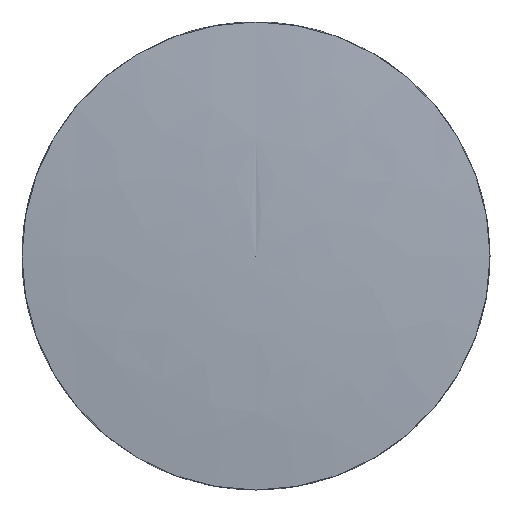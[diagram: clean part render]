
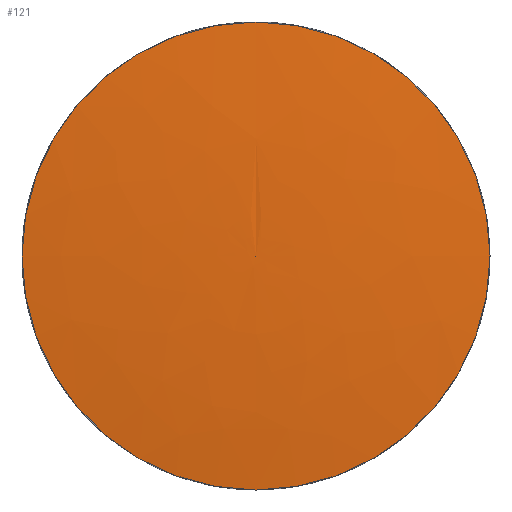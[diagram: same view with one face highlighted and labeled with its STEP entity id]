
A CAD part, left-side view. The second image highlights one B-rep face of the part: STEP entity #121.
In plain terms, the highlighted free-form (B-spline) face has degree [3, 3] with [4, 7] control points.
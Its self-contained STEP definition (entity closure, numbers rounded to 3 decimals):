
#48=(
BOUNDED_SURFACE()
B_SPLINE_SURFACE(3,3,((#6342,#6343,#6344,#6345,#6346,#6347,#6348),(#6349,
#6350,#6351,#6352,#6353,#6354,#6355),(#6356,#6357,#6358,#6359,#6360,#6361,
#6362),(#6363,#6364,#6365,#6366,#6367,#6368,#6369)),.UNSPECIFIED.,.F.,.T.,
 .F.)
B_SPLINE_SURFACE_WITH_KNOTS((4,4),(1,3,3,3,1),(0.,1.),(-0.5,0.,0.5,1.,1.5),
 .UNSPECIFIED.)
GEOMETRIC_REPRESENTATION_ITEM()
RATIONAL_B_SPLINE_SURFACE(((1.,0.333,0.333,1.,0.333,
0.333,1.),(0.999,0.333,0.333,
0.999,0.333,0.333,0.999),
(0.999,0.333,0.333,0.999,
0.333,0.333,0.999),(1.,0.333,
0.333,1.,0.333,0.333,1.)))
REPRESENTATION_ITEM('')
SURFACE()
);
#49=VERTEX_LOOP('',#410);
#79=FACE_BOUND('',#49,.T.);
#80=FACE_BOUND('',#205,.T.);
#121=ADVANCED_FACE('',(#79,#80),#48,.T.);
#205=EDGE_LOOP('',(#351));
#351=ORIENTED_EDGE('',*,*,#430,.T.);
#377=VERTEX_POINT('',#1767);
#410=VERTEX_POINT('',#6341);
#430=EDGE_CURVE('',#377,#377,#554,.T.);
#554=CIRCLE('',#606,11.);
#606=AXIS2_PLACEMENT_3D('',#1766,#649,#650);
#649=DIRECTION('',(-1.,0.,0.));
#650=DIRECTION('',(0.,0.,1.));
#1766=CARTESIAN_POINT('',(0.,0.,0.));
#1767=CARTESIAN_POINT('',(0.,0.,11.));
#6341=CARTESIAN_POINT('',(-0.527,0.,0.));
#6342=CARTESIAN_POINT('',(-0.527,0.,0.));
#6343=CARTESIAN_POINT('',(-0.527,0.,0.));
#6344=CARTESIAN_POINT('',(-0.527,0.,0.));
#6345=CARTESIAN_POINT('',(-0.527,0.,0.));
#6346=CARTESIAN_POINT('',(-0.527,0.,0.));
#6347=CARTESIAN_POINT('',(-0.527,0.,0.));
#6348=CARTESIAN_POINT('',(-0.527,0.,0.));
#6349=CARTESIAN_POINT('',(-0.55,0.,3.674));
#6350=CARTESIAN_POINT('',(-0.55,7.349,3.674));
#6351=CARTESIAN_POINT('',(-0.55,7.349,-3.674));
#6352=CARTESIAN_POINT('',(-0.55,0.,-3.674));
#6353=CARTESIAN_POINT('',(-0.55,-7.349,-3.674));
#6354=CARTESIAN_POINT('',(-0.55,-7.349,3.674));
#6355=CARTESIAN_POINT('',(-0.55,0.,3.674));
#6356=CARTESIAN_POINT('',(-0.374,0.,7.345));
#6357=CARTESIAN_POINT('',(-0.374,14.689,7.345));
#6358=CARTESIAN_POINT('',(-0.374,14.689,-7.345));
#6359=CARTESIAN_POINT('',(-0.374,0.,-7.345));
#6360=CARTESIAN_POINT('',(-0.374,-14.689,-7.345));
#6361=CARTESIAN_POINT('',(-0.374,-14.689,7.345));
#6362=CARTESIAN_POINT('',(-0.374,0.,7.345));
#6363=CARTESIAN_POINT('',(0.,0.,11.));
#6364=CARTESIAN_POINT('',(0.,22.,11.));
#6365=CARTESIAN_POINT('',(0.,22.,-11.));
#6366=CARTESIAN_POINT('',(0.,0.,-11.));
#6367=CARTESIAN_POINT('',(0.,-22.,-11.));
#6368=CARTESIAN_POINT('',(0.,-22.,11.));
#6369=CARTESIAN_POINT('',(0.,0.,11.));
